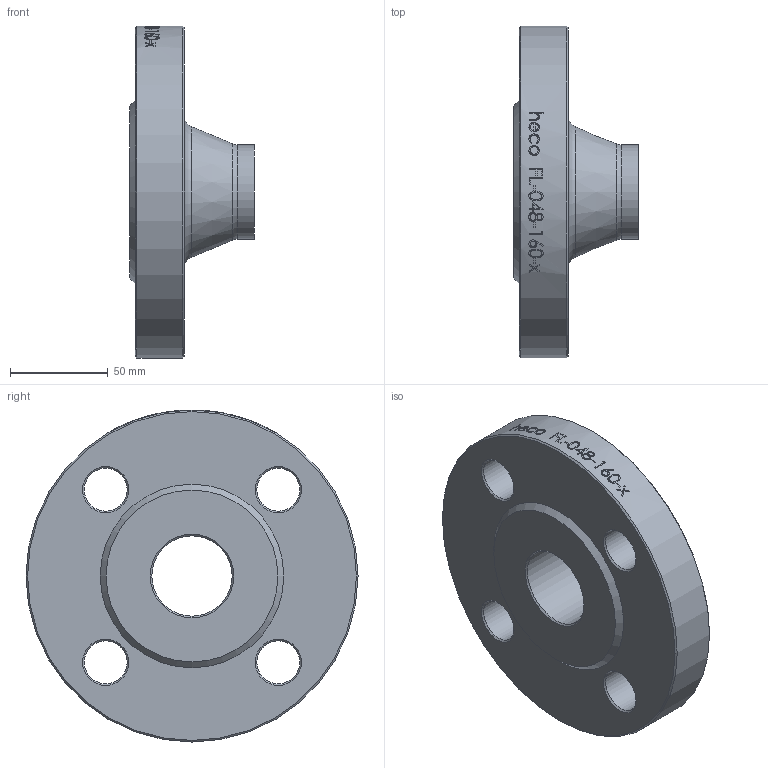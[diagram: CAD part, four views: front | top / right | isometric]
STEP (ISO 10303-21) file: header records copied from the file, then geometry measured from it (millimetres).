
FILE_DESCRIPTION (( 'STEP AP214' ), '1' );
FILE_NAME ('FL-048-160-x Vorschweissflansch DIN2638 EN1092 2103.STEP', '2021-03-16T09:00:03', ( '' ), ( '' ), 'SwSTEP 2.0', 'SolidWorks 2019', '' );
FILE_SCHEMA (( 'AUTOMOTIVE_DESIGN' ));
Length unit declared in the file: millimetre
Products named in the file (1): FL-048-160-x Vorschweissflansch DIN2638 EN1092 2103
Bounding box: 64 x 170 x 170 mm (x, y, z)
Volume: 554361.6 mm3; surface area: 72289.9 mm2
Topology: 1 solids, 1 shells, 50 faces, 215 edges, 192 vertices
Faces by surface type: cylinder 31, cone 13, plane 4, torus 2
Full cylindrical faces by diameter (mm): 22 x4, 41.1 x1, 48.3 x1, 170 x1
Entity records: 5533 total; most frequent: CARTESIAN_POINT 3692, ORIENTED_EDGE 368, DIRECTION 252, VERTEX_POINT 184, EDGE_CURVE 184, AXIS2_PLACEMENT_3D 113, EDGE_LOOP 108, B_SPLINE_CURVE_WITH_KNOTS 96
